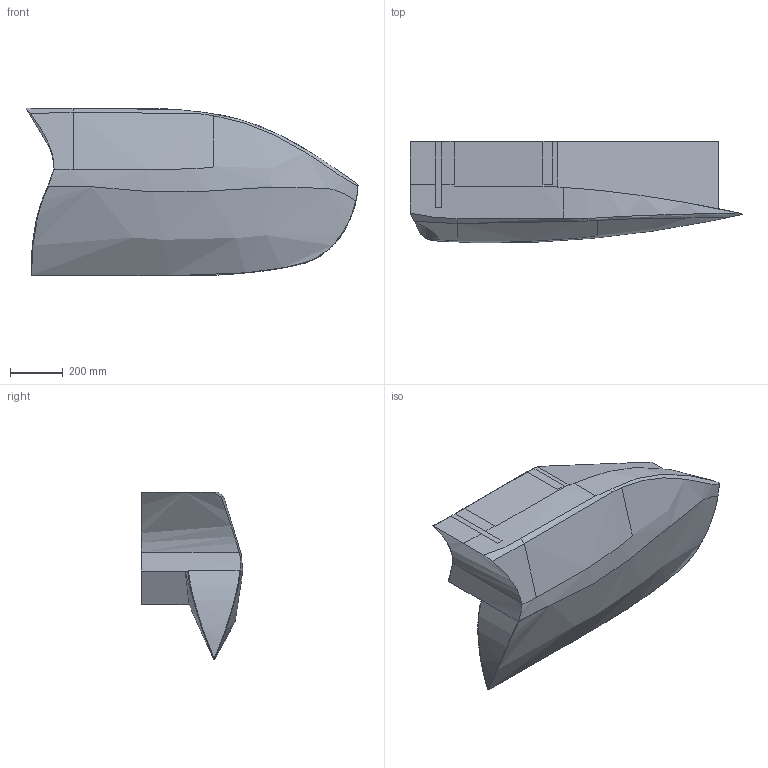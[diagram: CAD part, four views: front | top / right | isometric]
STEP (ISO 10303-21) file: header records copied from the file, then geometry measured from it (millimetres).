
FILE_DESCRIPTION(/* description */ (''),/* implementation_level */ '2;1');
FILE_NAME(/* name */ 'govdev2.step',/* time_stamp */ '2022-12-29T18:54:41+03:00',/* author */ (''),/* organization */ (''),/* preprocessor_version */ 'ST-DEVELOPER v19.2',/* originating_system */ 'Autodesk Translation Framework v11.17.0.187',/* authorisation */ '');
FILE_SCHEMA (('AUTOMOTIVE_DESIGN { 1 0 10303 214 3 1 1 }'));
Length unit declared in the file: millimetre
Products named in the file (1): Gövde sadeleştirilmiş
Bounding box: 1261.79 x 385.6 x 638.29 mm (x, y, z)
Volume: 149783720.4 mm3; surface area: 2146933.8 mm2
Topology: 1 solids, 1 shells, 44 faces, 127 edges, 85 vertices
Faces by surface type: bspline 32, plane 11, sphere 1
Entity records: 3978 total; most frequent: CARTESIAN_POINT 3055, ORIENTED_EDGE 254, EDGE_CURVE 127, B_SPLINE_CURVE_WITH_KNOTS 93, VERTEX_POINT 85, DIRECTION 62, FACE_OUTER_BOUND 44, EDGE_LOOP 44
